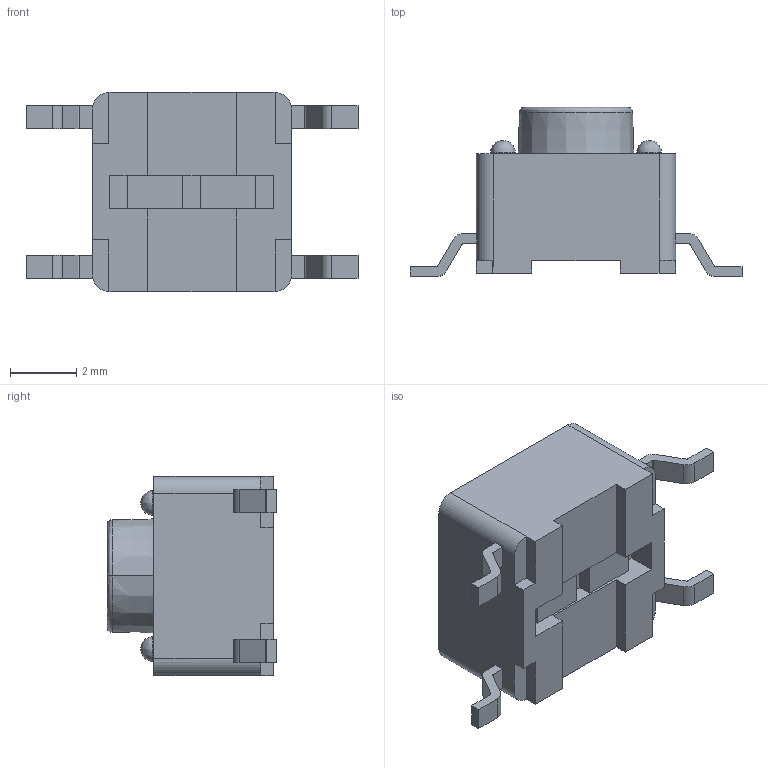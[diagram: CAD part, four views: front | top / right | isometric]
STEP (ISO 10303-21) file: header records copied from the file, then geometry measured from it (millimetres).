
FILE_DESCRIPTION (( 'STEP AP214' ), '1' );
FILE_NAME ('TL3301AF160QG.STEP', '2022-09-06T12:39:22', ( '' ), ( '' ), 'SwSTEP 2.0', 'SolidWorks 2017', '' );
FILE_SCHEMA (( 'AUTOMOTIVE_DESIGN' ));
Length unit declared in the file: millimetre
Products named in the file (4): Body2; Body1; TL3301AF160QG--3DModel-STEP-520916; TL3301AF160QG
Assembly tree (3 placements, depth 3):
  TL3301AF160QG
    TL3301AF160QG--3DModel-STEP-520916
      Body1
      Body2
Bounding box: 10 x 5.1 x 6 mm (x, y, z)
Volume: 108.1 mm3; surface area: 327.8 mm2
Topology: 2 solids, 2 shells, 231 faces, 622 edges, 401 vertices
Faces by surface type: plane 129, cylinder 81, bspline 15, cone 4, torus 2
Entity records: 10381 total; most frequent: CARTESIAN_POINT 2088, ORIENTED_EDGE 1224, DIRECTION 1111, EDGE_CURVE 612, LINE 401, VECTOR 401, VERTEX_POINT 401, AXIS2_PLACEMENT_3D 355
